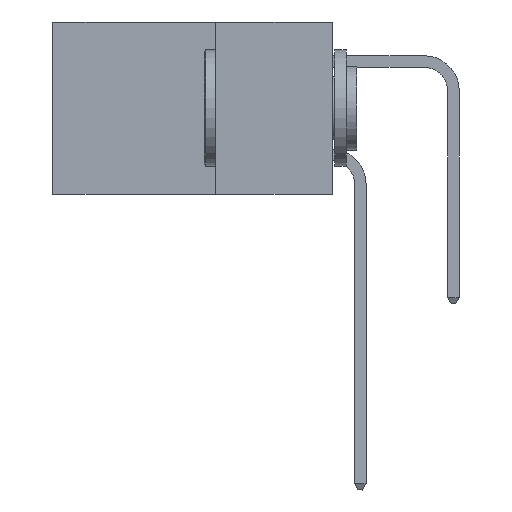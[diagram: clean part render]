
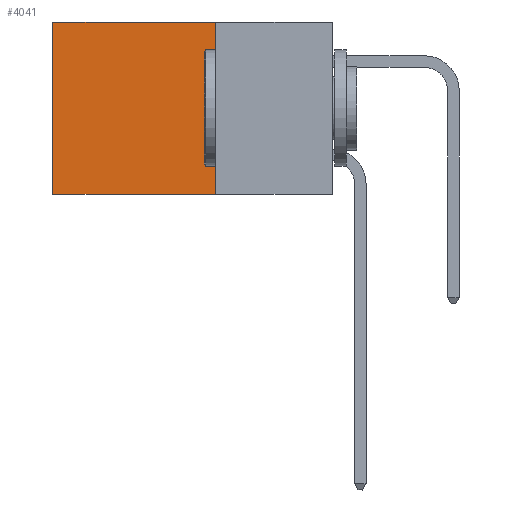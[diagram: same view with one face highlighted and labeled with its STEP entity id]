
A CAD part, left-side view. The second image highlights one B-rep face of the part: STEP entity #4041.
In plain terms, the highlighted planar face has unit normal (-1, 0, 0).
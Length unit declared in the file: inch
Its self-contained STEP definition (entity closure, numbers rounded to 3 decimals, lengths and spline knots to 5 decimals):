
#459 = ORIENTED_EDGE ( 'NONE', *, *, #15097, .F. ) ;
#783 = AXIS2_PLACEMENT_3D ( 'NONE', #4412, #5766, #13327 ) ;
#1286 = PLANE ( 'NONE',  #783 ) ;
#1387 = CARTESIAN_POINT ( 'NONE',  ( 0.2615, 0.6, -0.37 ) ) ;
#1407 = DIRECTION ( 'NONE',  ( 0., 1., 0. ) ) ;
#3384 = EDGE_CURVE ( 'NONE', #13394, #17264, #10866, .T. ) ;
#4041 = ADVANCED_FACE ( 'NONE', ( #13028 ), #1286, .F. ) ;
#4048 = LINE ( 'NONE', #12960, #5752 ) ;
#4322 = LINE ( 'NONE', #1387, #14530 ) ;
#4412 = CARTESIAN_POINT ( 'NONE',  ( 0.2615, 0.25, -0.37 ) ) ;
#5752 = VECTOR ( 'NONE', #11331, 39.37008 ) ;
#5766 = DIRECTION ( 'NONE',  ( 1., 0., 0. ) ) ;
#6488 = DIRECTION ( 'NONE',  ( 0., 1., 0. ) ) ;
#7104 = EDGE_CURVE ( 'NONE', #12920, #17264, #4322, .T. ) ;
#7550 = CARTESIAN_POINT ( 'NONE',  ( 0.2615, 0.6, -0.37 ) ) ;
#7620 = EDGE_LOOP ( 'NONE', ( #8584, #10635, #459, #16883 ) ) ;
#8528 = CARTESIAN_POINT ( 'NONE',  ( 0.2615, 0.25, -0.37 ) ) ;
#8584 = ORIENTED_EDGE ( 'NONE', *, *, #7104, .T. ) ;
#9425 = VECTOR ( 'NONE', #6488, 39.37008 ) ;
#9954 = DIRECTION ( 'NONE',  ( 0., 0., -1. ) ) ;
#10635 = ORIENTED_EDGE ( 'NONE', *, *, #3384, .F. ) ;
#10866 = LINE ( 'NONE', #12212, #9425 ) ;
#11331 = DIRECTION ( 'NONE',  ( 0., 0., -1. ) ) ;
#12212 = CARTESIAN_POINT ( 'NONE',  ( 0.2615, 0.25, -0.37 ) ) ;
#12656 = CARTESIAN_POINT ( 'NONE',  ( 0.2615, 0.25, 0. ) ) ;
#12920 = VERTEX_POINT ( 'NONE', #14450 ) ;
#12960 = CARTESIAN_POINT ( 'NONE',  ( 0.2615, 0.25, -0.37 ) ) ;
#13028 = FACE_OUTER_BOUND ( 'NONE', #7620, .T. ) ;
#13154 = LINE ( 'NONE', #14509, #13603 ) ;
#13327 = DIRECTION ( 'NONE',  ( 0., 0., -1. ) ) ;
#13394 = VERTEX_POINT ( 'NONE', #8528 ) ;
#13603 = VECTOR ( 'NONE', #1407, 39.37008 ) ;
#14123 = VERTEX_POINT ( 'NONE', #12656 ) ;
#14450 = CARTESIAN_POINT ( 'NONE',  ( 0.2615, 0.6, 0. ) ) ;
#14509 = CARTESIAN_POINT ( 'NONE',  ( 0.2615, 0.25, 0. ) ) ;
#14530 = VECTOR ( 'NONE', #9954, 39.37008 ) ;
#15097 = EDGE_CURVE ( 'NONE', #14123, #13394, #4048, .T. ) ;
#16883 = ORIENTED_EDGE ( 'NONE', *, *, #18433, .T. ) ;
#17264 = VERTEX_POINT ( 'NONE', #7550 ) ;
#18433 = EDGE_CURVE ( 'NONE', #14123, #12920, #13154, .T. ) ;
